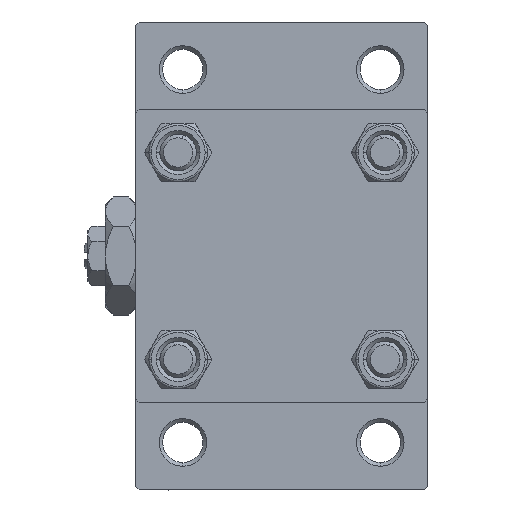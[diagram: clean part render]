
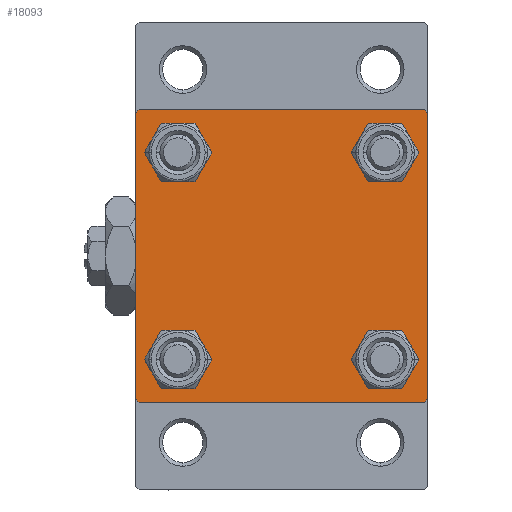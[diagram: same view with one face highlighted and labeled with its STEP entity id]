
A CAD part, left-side view. The second image highlights one B-rep face of the part: STEP entity #18093.
In plain terms, the highlighted planar face has unit normal (-1, 0, 0).
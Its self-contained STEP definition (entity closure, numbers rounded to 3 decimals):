
#1904 = VECTOR ( 'NONE', #40960, 1000. ) ;
#2217 = VERTEX_POINT ( 'NONE', #41217 ) ;
#2442 = CARTESIAN_POINT ( 'NONE',  ( 0., -20., -19.5 ) ) ;
#2552 = ORIENTED_EDGE ( 'NONE', *, *, #44313, .T. ) ;
#3196 = DIRECTION ( 'NONE',  ( 0., 0., 1. ) ) ;
#3304 = DIRECTION ( 'NONE',  ( 0., 0.707, 0.707 ) ) ;
#3442 = LINE ( 'NONE', #43718, #5983 ) ;
#3776 = CARTESIAN_POINT ( 'NONE',  ( 0., 14.15, 14.15 ) ) ;
#4866 = AXIS2_PLACEMENT_3D ( 'NONE', #46362, #11985, #11222 ) ;
#5090 = CARTESIAN_POINT ( 'NONE',  ( 0., -19.5, 20. ) ) ;
#5530 = LINE ( 'NONE', #36826, #22265 ) ;
#5540 = DIRECTION ( 'NONE',  ( 0., 0., 1. ) ) ;
#5642 = EDGE_CURVE ( 'NONE', #47597, #39013, #12530, .T. ) ;
#5827 = VECTOR ( 'NONE', #3304, 1000. ) ;
#5983 = VECTOR ( 'NONE', #50638, 1000. ) ;
#6551 = EDGE_CURVE ( 'NONE', #24940, #16802, #38142, .T. ) ;
#7191 = VERTEX_POINT ( 'NONE', #22563 ) ;
#7404 = CIRCLE ( 'NONE', #22122, 3. ) ;
#7785 = ORIENTED_EDGE ( 'NONE', *, *, #50572, .T. ) ;
#8587 = FACE_BOUND ( 'NONE', #46756, .T. ) ;
#8819 = EDGE_CURVE ( 'NONE', #16802, #14842, #3442, .T. ) ;
#9352 = ORIENTED_EDGE ( 'NONE', *, *, #35197, .F. ) ;
#9519 = EDGE_LOOP ( 'NONE', ( #29945, #19076 ) ) ;
#10183 = DIRECTION ( 'NONE',  ( 0., 0.707, -0.707 ) ) ;
#10246 = CARTESIAN_POINT ( 'NONE',  ( 0., -19.75, 19.75 ) ) ;
#11222 = DIRECTION ( 'NONE',  ( 0., 0., 1. ) ) ;
#11432 = CIRCLE ( 'NONE', #22054, 3. ) ;
#11545 = AXIS2_PLACEMENT_3D ( 'NONE', #23483, #26808, #3196 ) ;
#11902 = ORIENTED_EDGE ( 'NONE', *, *, #22784, .F. ) ;
#11985 = DIRECTION ( 'NONE',  ( 1., 0., 0. ) ) ;
#12127 = ORIENTED_EDGE ( 'NONE', *, *, #16770, .T. ) ;
#12267 = AXIS2_PLACEMENT_3D ( 'NONE', #44973, #13168, #14194 ) ;
#12420 = DIRECTION ( 'NONE',  ( -1., 0., 0. ) ) ;
#12530 = CIRCLE ( 'NONE', #28147, 3. ) ;
#12531 = CARTESIAN_POINT ( 'NONE',  ( 0., 19.5, -20. ) ) ;
#12841 = CARTESIAN_POINT ( 'NONE',  ( 0., -14.15, 11.15 ) ) ;
#13032 = CIRCLE ( 'NONE', #4866, 3. ) ;
#13168 = DIRECTION ( 'NONE',  ( 1., 0., 0. ) ) ;
#13253 = CARTESIAN_POINT ( 'NONE',  ( 0., 20., 20. ) ) ;
#13849 = CIRCLE ( 'NONE', #14656, 3. ) ;
#14041 = AXIS2_PLACEMENT_3D ( 'NONE', #31423, #12420, #35771 ) ;
#14194 = DIRECTION ( 'NONE',  ( 0., 0., 1. ) ) ;
#14656 = AXIS2_PLACEMENT_3D ( 'NONE', #23593, #26918, #42321 ) ;
#14842 = VERTEX_POINT ( 'NONE', #27859 ) ;
#15243 = ORIENTED_EDGE ( 'NONE', *, *, #6551, .T. ) ;
#15437 = VECTOR ( 'NONE', #33404, 1000. ) ;
#15530 = PLANE ( 'NONE',  #14041 ) ;
#15785 = FACE_BOUND ( 'NONE', #19396, .T. ) ;
#16451 = ORIENTED_EDGE ( 'NONE', *, *, #41285, .T. ) ;
#16770 = EDGE_CURVE ( 'NONE', #27344, #46649, #33659, .T. ) ;
#16802 = VERTEX_POINT ( 'NONE', #42209 ) ;
#17232 = CARTESIAN_POINT ( 'NONE',  ( 0., 14.15, -14.15 ) ) ;
#17249 = CARTESIAN_POINT ( 'NONE',  ( 0., -19.75, -19.75 ) ) ;
#17821 = ORIENTED_EDGE ( 'NONE', *, *, #5642, .T. ) ;
#18093 = ADVANCED_FACE ( 'NONE', ( #47559, #20139, #8587, #15785, #47318 ), #15530, .T. ) ;
#19076 = ORIENTED_EDGE ( 'NONE', *, *, #44487, .T. ) ;
#19125 = CARTESIAN_POINT ( 'NONE',  ( 0., -14.15, 17.15 ) ) ;
#19396 = EDGE_LOOP ( 'NONE', ( #2552, #17821 ) ) ;
#20139 = FACE_BOUND ( 'NONE', #9519, .T. ) ;
#20849 = LINE ( 'NONE', #40595, #15437 ) ;
#21195 = DIRECTION ( 'NONE',  ( 1., 0., 0. ) ) ;
#21328 = DIRECTION ( 'NONE',  ( 0., 0., 1. ) ) ;
#21689 = VERTEX_POINT ( 'NONE', #12531 ) ;
#22054 = AXIS2_PLACEMENT_3D ( 'NONE', #40440, #21195, #5540 ) ;
#22122 = AXIS2_PLACEMENT_3D ( 'NONE', #17232, #33131, #21328 ) ;
#22265 = VECTOR ( 'NONE', #28881, 1000. ) ;
#22563 = CARTESIAN_POINT ( 'NONE',  ( 0., -20., 19.5 ) ) ;
#22784 = EDGE_CURVE ( 'NONE', #24940, #33505, #28649, .T. ) ;
#22789 = ORIENTED_EDGE ( 'NONE', *, *, #44293, .T. ) ;
#23483 = CARTESIAN_POINT ( 'NONE',  ( 0., -14.15, 14.15 ) ) ;
#23547 = DIRECTION ( 'NONE',  ( 1., 0., 0. ) ) ;
#23593 = CARTESIAN_POINT ( 'NONE',  ( 0., -14.15, 14.15 ) ) ;
#24220 = CARTESIAN_POINT ( 'NONE',  ( 0., 14.15, 17.15 ) ) ;
#24861 = CARTESIAN_POINT ( 'NONE',  ( 0., 14.15, 14.15 ) ) ;
#24940 = VERTEX_POINT ( 'NONE', #49854 ) ;
#25034 = ORIENTED_EDGE ( 'NONE', *, *, #42058, .T. ) ;
#26255 = EDGE_LOOP ( 'NONE', ( #31709, #25034, #7785, #16451, #9352, #50047, #11902, #15243 ) ) ;
#26592 = CARTESIAN_POINT ( 'NONE',  ( 0., 19.75, 19.75 ) ) ;
#26808 = DIRECTION ( 'NONE',  ( 1., 0., 0. ) ) ;
#26895 = VERTEX_POINT ( 'NONE', #50128 ) ;
#26918 = DIRECTION ( 'NONE',  ( 1., 0., 0. ) ) ;
#27344 = VERTEX_POINT ( 'NONE', #12841 ) ;
#27630 = DIRECTION ( 'NONE',  ( 0., 0., 1. ) ) ;
#27859 = CARTESIAN_POINT ( 'NONE',  ( 0., 20., -19.5 ) ) ;
#28147 = AXIS2_PLACEMENT_3D ( 'NONE', #24861, #40259, #43855 ) ;
#28602 = CIRCLE ( 'NONE', #50717, 3. ) ;
#28649 = LINE ( 'NONE', #13253, #1904 ) ;
#28881 = DIRECTION ( 'NONE',  ( 0., -1., 0. ) ) ;
#29047 = DIRECTION ( 'NONE',  ( 0., -0.707, 0.707 ) ) ;
#29428 = VERTEX_POINT ( 'NONE', #40965 ) ;
#29945 = ORIENTED_EDGE ( 'NONE', *, *, #45931, .T. ) ;
#31038 = CARTESIAN_POINT ( 'NONE',  ( 0., -20., 20. ) ) ;
#31423 = CARTESIAN_POINT ( 'NONE',  ( 0., 0., 0. ) ) ;
#31564 = EDGE_LOOP ( 'NONE', ( #48083, #12127 ) ) ;
#31709 = ORIENTED_EDGE ( 'NONE', *, *, #8819, .T. ) ;
#33131 = DIRECTION ( 'NONE',  ( 1., 0., 0. ) ) ;
#33404 = DIRECTION ( 'NONE',  ( 0., -0.707, -0.707 ) ) ;
#33505 = VERTEX_POINT ( 'NONE', #5090 ) ;
#33584 = CIRCLE ( 'NONE', #12267, 3. ) ;
#33659 = CIRCLE ( 'NONE', #11545, 3. ) ;
#34101 = CARTESIAN_POINT ( 'NONE',  ( 0., 14.15, -17.15 ) ) ;
#35197 = EDGE_CURVE ( 'NONE', #7191, #46629, #46935, .T. ) ;
#35771 = DIRECTION ( 'NONE',  ( 0., 0., 1. ) ) ;
#35977 = LINE ( 'NONE', #17249, #46509 ) ;
#36826 = CARTESIAN_POINT ( 'NONE',  ( 0., 20., -20. ) ) ;
#38142 = LINE ( 'NONE', #26592, #46999 ) ;
#39013 = VERTEX_POINT ( 'NONE', #24220 ) ;
#39147 = ORIENTED_EDGE ( 'NONE', *, *, #47069, .T. ) ;
#40259 = DIRECTION ( 'NONE',  ( 1., 0., 0. ) ) ;
#40440 = CARTESIAN_POINT ( 'NONE',  ( 0., -14.15, -14.15 ) ) ;
#40595 = CARTESIAN_POINT ( 'NONE',  ( 0., 19.75, -19.75 ) ) ;
#40960 = DIRECTION ( 'NONE',  ( 0., -1., 0. ) ) ;
#40965 = CARTESIAN_POINT ( 'NONE',  ( 0., -14.15, -11.15 ) ) ;
#41217 = CARTESIAN_POINT ( 'NONE',  ( 0., -14.15, -17.15 ) ) ;
#41285 = EDGE_CURVE ( 'NONE', #26895, #46629, #35977, .T. ) ;
#41487 = VECTOR ( 'NONE', #42586, 1000. ) ;
#42058 = EDGE_CURVE ( 'NONE', #14842, #21689, #20849, .T. ) ;
#42209 = CARTESIAN_POINT ( 'NONE',  ( 0., 20., 19.5 ) ) ;
#42313 = LINE ( 'NONE', #10246, #5827 ) ;
#42321 = DIRECTION ( 'NONE',  ( 0., 0., 1. ) ) ;
#42586 = DIRECTION ( 'NONE',  ( 0., 0., -1. ) ) ;
#43166 = EDGE_CURVE ( 'NONE', #46649, #27344, #13849, .T. ) ;
#43718 = CARTESIAN_POINT ( 'NONE',  ( 0., 20., 20. ) ) ;
#43855 = DIRECTION ( 'NONE',  ( 0., 0., 1. ) ) ;
#44293 = EDGE_CURVE ( 'NONE', #48962, #47890, #13032, .T. ) ;
#44313 = EDGE_CURVE ( 'NONE', #39013, #47597, #28602, .T. ) ;
#44487 = EDGE_CURVE ( 'NONE', #2217, #29428, #11432, .T. ) ;
#44973 = CARTESIAN_POINT ( 'NONE',  ( 0., -14.15, -14.15 ) ) ;
#45571 = CARTESIAN_POINT ( 'NONE',  ( 0., 14.15, -11.15 ) ) ;
#45931 = EDGE_CURVE ( 'NONE', #29428, #2217, #33584, .T. ) ;
#46362 = CARTESIAN_POINT ( 'NONE',  ( 0., 14.15, -14.15 ) ) ;
#46509 = VECTOR ( 'NONE', #29047, 1000. ) ;
#46629 = VERTEX_POINT ( 'NONE', #2442 ) ;
#46649 = VERTEX_POINT ( 'NONE', #19125 ) ;
#46756 = EDGE_LOOP ( 'NONE', ( #39147, #22789 ) ) ;
#46935 = LINE ( 'NONE', #31038, #41487 ) ;
#46999 = VECTOR ( 'NONE', #10183, 1000. ) ;
#47069 = EDGE_CURVE ( 'NONE', #47890, #48962, #7404, .T. ) ;
#47318 = FACE_OUTER_BOUND ( 'NONE', #26255, .T. ) ;
#47559 = FACE_BOUND ( 'NONE', #31564, .T. ) ;
#47597 = VERTEX_POINT ( 'NONE', #50091 ) ;
#47890 = VERTEX_POINT ( 'NONE', #45571 ) ;
#48083 = ORIENTED_EDGE ( 'NONE', *, *, #43166, .T. ) ;
#48962 = VERTEX_POINT ( 'NONE', #34101 ) ;
#49086 = EDGE_CURVE ( 'NONE', #7191, #33505, #42313, .T. ) ;
#49854 = CARTESIAN_POINT ( 'NONE',  ( 0., 19.5, 20. ) ) ;
#50047 = ORIENTED_EDGE ( 'NONE', *, *, #49086, .T. ) ;
#50091 = CARTESIAN_POINT ( 'NONE',  ( 0., 14.15, 11.15 ) ) ;
#50128 = CARTESIAN_POINT ( 'NONE',  ( 0., -19.5, -20. ) ) ;
#50572 = EDGE_CURVE ( 'NONE', #21689, #26895, #5530, .T. ) ;
#50638 = DIRECTION ( 'NONE',  ( 0., 0., -1. ) ) ;
#50717 = AXIS2_PLACEMENT_3D ( 'NONE', #3776, #23547, #27630 ) ;
